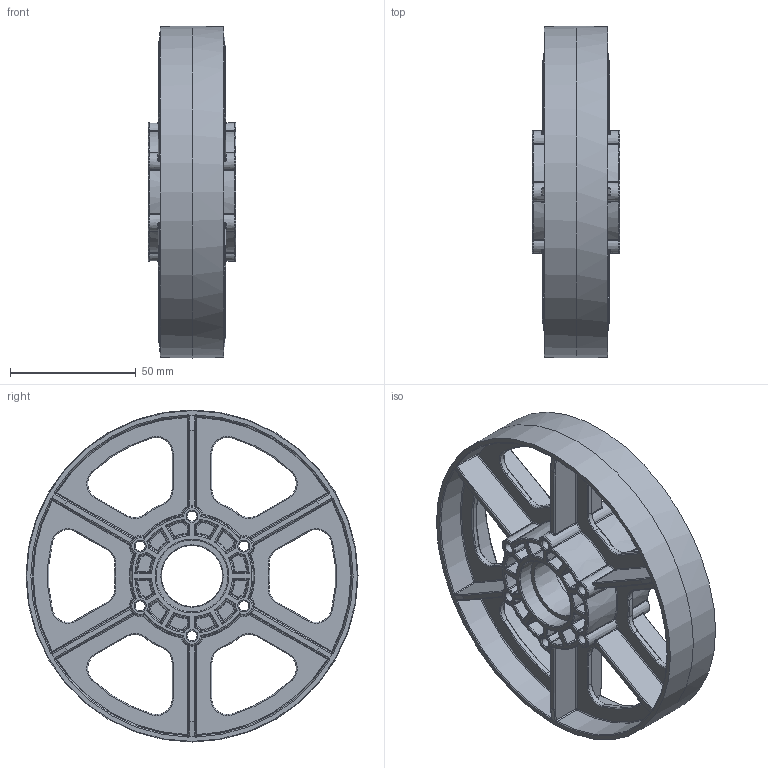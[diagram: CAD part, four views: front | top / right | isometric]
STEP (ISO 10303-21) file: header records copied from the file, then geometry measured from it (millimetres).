
FILE_DESCRIPTION(/* description */ (''),/* implementation_level */ '2;1');
FILE_NAME(/* name */ '6 wheel Rev 4.ipt.stp',/* time_stamp */ '2016-01-07T16:38:17-08:00',/* author */ ('PhillipD'),/* organization */ (''),/* preprocessor_version */ 'ST-DEVELOPER v16.1',/* originating_system */ 'Autodesk Inventor 2016',/* authorisation */ '');
FILE_SCHEMA (('AUTOMOTIVE_DESIGN { 1 0 10303 214 3 1 1 }'));
Length unit declared in the file: inch
Products named in the file (1): 6 wheel Rev 4
Bounding box: 34.92 x 132.08 x 132.08 mm (x, y, z)
Volume: 87396.5 mm3; surface area: 66731.4 mm2
Topology: 1 solids, 1 shells, 1422 faces, 3120 edges, 1579 vertices
Faces by surface type: bspline 384, torus 326, cylinder 207, sphere 206, plane 151, cone 148
Full cylindrical faces by diameter (mm): 3.988 x6, 28.575 x2
Entity records: 53236 total; most frequent: CARTESIAN_POINT 25406, ORIENTED_EDGE 5888, DIRECTION 5827, EDGE_CURVE 2944, AXIS2_PLACEMENT_3D 2676, CIRCLE 1603, VERTEX_POINT 1577, EDGE_LOOP 1501
